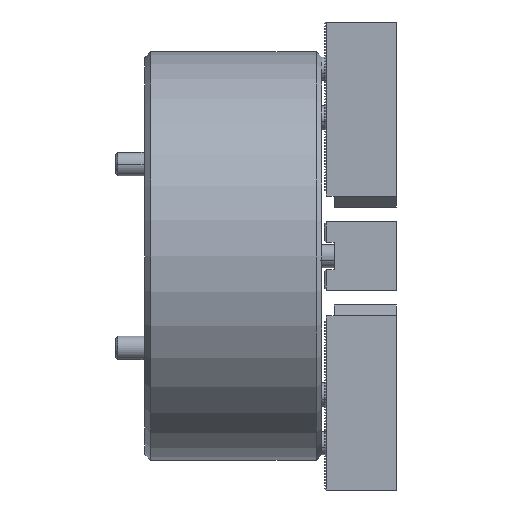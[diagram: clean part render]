
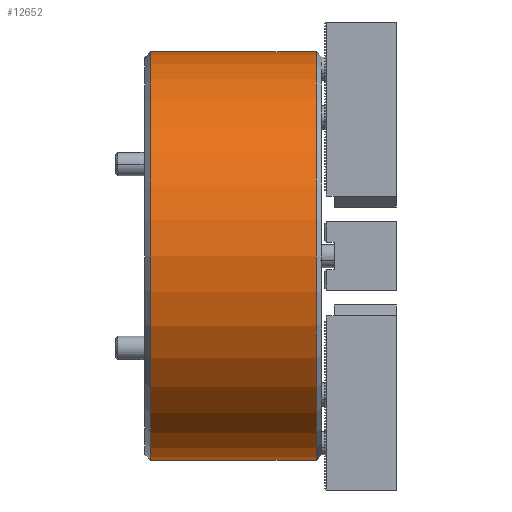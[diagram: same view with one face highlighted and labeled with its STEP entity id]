
A CAD part, front view. The second image highlights one B-rep face of the part: STEP entity #12652.
In plain terms, the highlighted cylindrical face has radius 105 mm (diameter 210 mm), a partial arc.
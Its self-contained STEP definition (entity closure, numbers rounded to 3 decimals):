
#746 = DIRECTION ( 'NONE',  ( 0., 0., -1. ) ) ;
#887 = CARTESIAN_POINT ( 'NONE',  ( -3., 0., -105. ) ) ;
#1131 = DIRECTION ( 'NONE',  ( 0., 0., -1. ) ) ;
#1795 = VERTEX_POINT ( 'NONE', #18508 ) ;
#1973 = AXIS2_PLACEMENT_3D ( 'NONE', #20955, #14932, #746 ) ;
#2073 = CARTESIAN_POINT ( 'NONE',  ( 0., 0., -105. ) ) ;
#2700 = CARTESIAN_POINT ( 'NONE',  ( -88., 0., -105. ) ) ;
#3159 = CIRCLE ( 'NONE', #1973, 105. ) ;
#3297 = DIRECTION ( 'NONE',  ( 1., 0., 0. ) ) ;
#4953 = ORIENTED_EDGE ( 'NONE', *, *, #20299, .F. ) ;
#5368 = VERTEX_POINT ( 'NONE', #887 ) ;
#7119 = DIRECTION ( 'NONE',  ( 1., 0., 0. ) ) ;
#7472 = EDGE_CURVE ( 'NONE', #9969, #22315, #3159, .T. ) ;
#9432 = ORIENTED_EDGE ( 'NONE', *, *, #7472, .T. ) ;
#9969 = VERTEX_POINT ( 'NONE', #20331 ) ;
#10212 = LINE ( 'NONE', #12695, #17733 ) ;
#11065 = CIRCLE ( 'NONE', #23745, 105. ) ;
#11459 = CARTESIAN_POINT ( 'NONE',  ( -3., 0., 0. ) ) ;
#12652 = ADVANCED_FACE ( 'NONE', ( #21908 ), #16906, .T. ) ;
#12695 = CARTESIAN_POINT ( 'NONE',  ( 0., 0., 105. ) ) ;
#13837 = AXIS2_PLACEMENT_3D ( 'NONE', #23272, #3297, #21326 ) ;
#14932 = DIRECTION ( 'NONE',  ( 1., 0., 0. ) ) ;
#15581 = VECTOR ( 'NONE', #16092, 1000. ) ;
#16092 = DIRECTION ( 'NONE',  ( 1., 0., 0. ) ) ;
#16906 = CYLINDRICAL_SURFACE ( 'NONE', #13837, 105. ) ;
#17427 = EDGE_CURVE ( 'NONE', #9969, #1795, #10212, .T. ) ;
#17733 = VECTOR ( 'NONE', #19009, 1000. ) ;
#18508 = CARTESIAN_POINT ( 'NONE',  ( -3., 0., 105. ) ) ;
#18698 = LINE ( 'NONE', #2073, #15581 ) ;
#19009 = DIRECTION ( 'NONE',  ( 1., 0., 0. ) ) ;
#20299 = EDGE_CURVE ( 'NONE', #1795, #5368, #11065, .T. ) ;
#20331 = CARTESIAN_POINT ( 'NONE',  ( -88., 0., 105. ) ) ;
#20955 = CARTESIAN_POINT ( 'NONE',  ( -88., 0., 0. ) ) ;
#21326 = DIRECTION ( 'NONE',  ( 0., 0., -1. ) ) ;
#21839 = ORIENTED_EDGE ( 'NONE', *, *, #24826, .T. ) ;
#21908 = FACE_OUTER_BOUND ( 'NONE', #24860, .T. ) ;
#22315 = VERTEX_POINT ( 'NONE', #2700 ) ;
#23272 = CARTESIAN_POINT ( 'NONE',  ( 0., 0., 0. ) ) ;
#23745 = AXIS2_PLACEMENT_3D ( 'NONE', #11459, #7119, #1131 ) ;
#24826 = EDGE_CURVE ( 'NONE', #22315, #5368, #18698, .T. ) ;
#24860 = EDGE_LOOP ( 'NONE', ( #25462, #9432, #21839, #4953 ) ) ;
#25462 = ORIENTED_EDGE ( 'NONE', *, *, #17427, .F. ) ;
